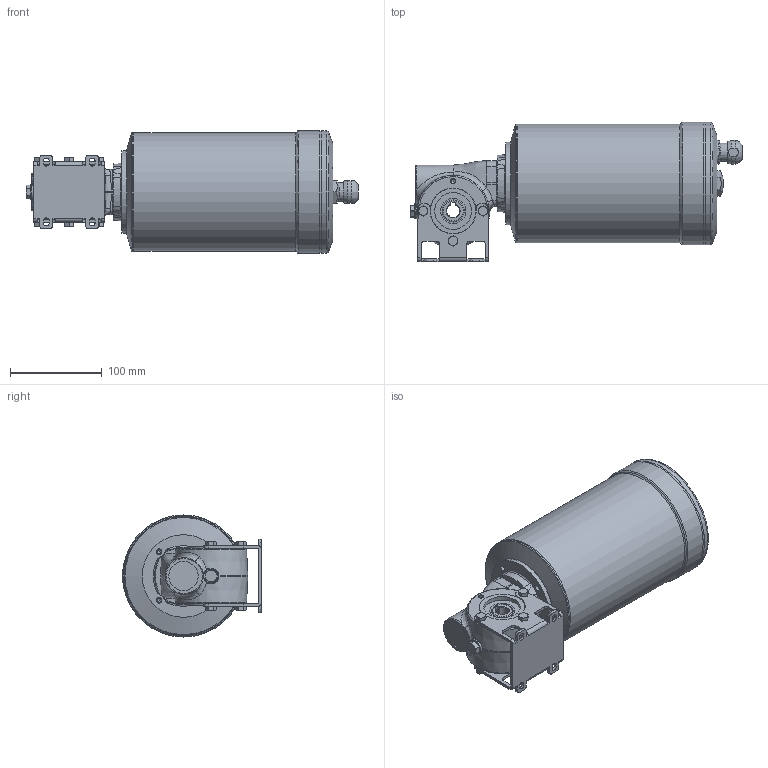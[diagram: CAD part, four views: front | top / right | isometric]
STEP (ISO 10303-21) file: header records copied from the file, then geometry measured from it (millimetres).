
FILE_DESCRIPTION( ( 'Unknown' ), '1' );
FILE_NAME( '8455FEA81ECC13D37ACBB7B5DC536D.3d.stp', 'Unknown', ( 'Unknown' ), ( 'Unknown' ), 'PSStep 10.1', 'Unknown', ' ' );
FILE_SCHEMA( ( 'AUTOMOTIVE_DESIGN { 1 0 10303 214 1 1 1 1 }' ) );
Length unit declared in the file: millimetre
Products named in the file (1): N308800
Bounding box: 361.5 x 151.5 x 133 mm (x, y, z)
Volume: 3366189 mm3; surface area: 184921.6 mm2
Topology: 1 solids, 23 shells, 629 faces, 1551 edges, 990 vertices
Faces by surface type: plane 257, cylinder 172, cone 113, bspline 43, torus 43, sphere 1
Full cylindrical faces by diameter (mm): 3.242 x2, 4.134 x8, 4.917 x12, 6 x14, 6.5 x10, 7 x1, 8.9 x6, 10 x4, 11 x5, 13.4 x1, 16.662 x1, 17 x2, 20 x2, 27.5 x2, 30 x1, 32 x1, 40 x1, 47 x1, 52 x1, 60 x1, 90 x1, 128.98 x1, 129 x2, 132.98 x2, 133 x3
Entity records: 27278 total; most frequent: CARTESIAN_POINT 8838, DIRECTION 2741, ORIENTED_EDGE 2556, EDGE_CURVE 1278, AXIS2_PLACEMENT_3D 1121, VERTEX_POINT 900, EDGE_LOOP 867, FACE_OUTER_BOUND 743
